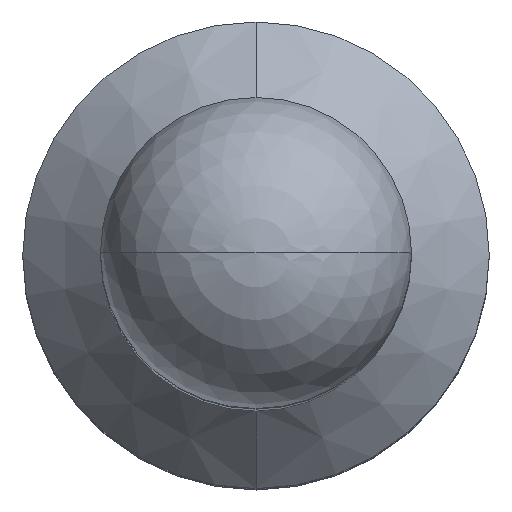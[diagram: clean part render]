
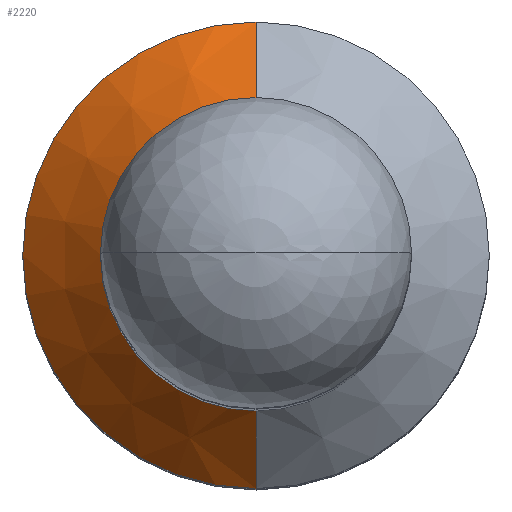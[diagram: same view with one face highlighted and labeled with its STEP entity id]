
A CAD part, top view. The second image highlights one B-rep face of the part: STEP entity #2220.
In plain terms, the highlighted conical face has half-angle 45 degrees and reference radius 3 mm.
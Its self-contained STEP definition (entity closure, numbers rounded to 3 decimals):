
#1530=CARTESIAN_POINT('',(51.312,43.825,65.74));
#1540=VERTEX_POINT('',#1530);
#1760=CARTESIAN_POINT('',(51.312,49.825,65.74));
#1770=VERTEX_POINT('',#1760);
#1800=CARTESIAN_POINT('',(51.312,46.825,65.74));
#1810=DIRECTION('',(0.,0.,1.));
#1820=DIRECTION('',(0.,1.,0.));
#1830=AXIS2_PLACEMENT_3D('',#1800,#1810,#1820);
#1840=CIRCLE('',#1830,3.);
#1900=CARTESIAN_POINT('',(51.312,46.825,65.74));
#1910=DIRECTION('',(0.,0.,1.));
#1920=DIRECTION('',(0.,-1.,0.));
#1930=AXIS2_PLACEMENT_3D('',#1900,#1910,#1920);
#1940=CONICAL_SURFACE('',#1930,3.,0.785);
#1950=CARTESIAN_POINT('',(51.312,49.825,65.74));
#1960=DIRECTION('',(0.,0.707,0.707));
#1970=VECTOR('',#1960,4.243);
#1980=LINE('',#1950,#1970);
#1990=CARTESIAN_POINT('',(51.312,48.825,64.74));
#2000=VERTEX_POINT('',#1990);
#2010=EDGE_CURVE('',#2000,#1770,#1980,.T.);
#2020=ORIENTED_EDGE('',*,*,#2010,.F.);
#2030=EDGE_CURVE('',#1770,#1540,#1840,.T.);
#2040=ORIENTED_EDGE('',*,*,#2030,.F.);
#2050=CARTESIAN_POINT('',(51.312,43.825,65.74));
#2060=DIRECTION('',(0.,-0.707,0.707));
#2070=VECTOR('',#2060,4.243);
#2080=LINE('',#2050,#2070);
#2090=CARTESIAN_POINT('',(51.312,44.825,64.74));
#2100=VERTEX_POINT('',#2090);
#2110=EDGE_CURVE('',#2100,#1540,#2080,.T.);
#2120=ORIENTED_EDGE('',*,*,#2110,.T.);
#2130=CARTESIAN_POINT('',(51.312,46.825,64.74));
#2140=DIRECTION('',(0.,0.,1.));
#2150=DIRECTION('',(0.,-1.,0.));
#2160=AXIS2_PLACEMENT_3D('',#2130,#2140,#2150);
#2170=CIRCLE('',#2160,2.);
#2180=EDGE_CURVE('',#2000,#2100,#2170,.T.);
#2190=ORIENTED_EDGE('',*,*,#2180,.T.);
#2200=EDGE_LOOP('',(#2190,#2120,#2040,#2020));
#2210=FACE_OUTER_BOUND('',#2200,.T.);
#2220=ADVANCED_FACE('',(#2210),#1940,.T.);
